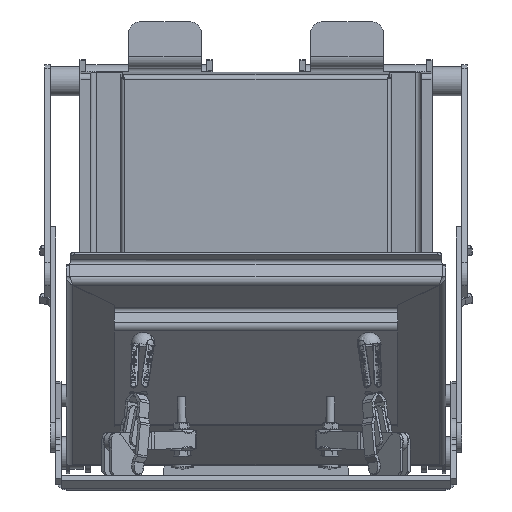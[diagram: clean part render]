
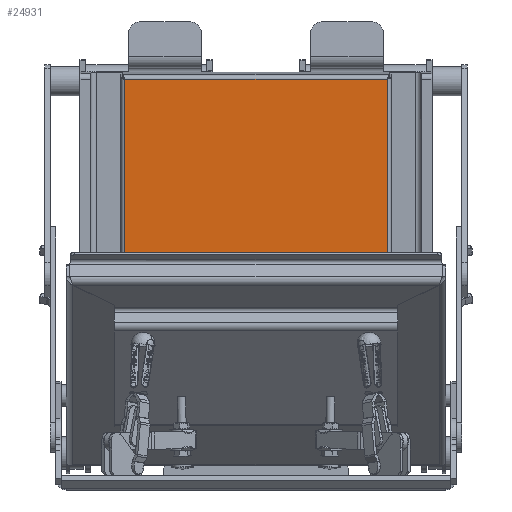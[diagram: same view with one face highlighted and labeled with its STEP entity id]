
A CAD part, front view. The second image highlights one B-rep face of the part: STEP entity #24931.
In plain terms, the highlighted planar face has unit normal (0, -0.999, -0.052).
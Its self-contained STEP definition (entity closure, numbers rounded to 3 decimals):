
#2351=FACE_OUTER_BOUND('',#3716,.T.);
#3716=EDGE_LOOP('',(#16543,#16544,#16545,#16546));
#5316=LINE('',#37337,#7496);
#5328=LINE('',#37374,#7508);
#5331=LINE('',#37401,#7511);
#5351=LINE('',#37510,#7531);
#7496=VECTOR('',#29641,10.);
#7508=VECTOR('',#29661,10.);
#7511=VECTOR('',#29668,10.);
#7531=VECTOR('',#29702,10.);
#9640=VERTEX_POINT('',#37241);
#9641=VERTEX_POINT('',#37270);
#9647=VERTEX_POINT('',#37329);
#9658=VERTEX_POINT('',#37400);
#12204=EDGE_CURVE('',#9640,#9647,#5316,.T.);
#12218=EDGE_CURVE('',#9641,#9640,#5328,.T.);
#12221=EDGE_CURVE('',#9658,#9641,#5331,.T.);
#12246=EDGE_CURVE('',#9647,#9658,#5351,.T.);
#16543=ORIENTED_EDGE('',*,*,#12218,.T.);
#16544=ORIENTED_EDGE('',*,*,#12204,.T.);
#16545=ORIENTED_EDGE('',*,*,#12246,.T.);
#16546=ORIENTED_EDGE('',*,*,#12221,.T.);
#22615=PLANE('',#26442);
#24931=ADVANCED_FACE('',(#2351),#22615,.F.);
#26442=AXIS2_PLACEMENT_3D('',#37607,#29740,#29741);
#29641=DIRECTION('',(-1.,0.,0.));
#29661=DIRECTION('',(0.,-0.052,0.999));
#29668=DIRECTION('',(1.,0.,0.));
#29702=DIRECTION('',(0.,0.052,-0.999));
#29740=DIRECTION('center_axis',(0.,0.999,
0.052));
#29741=DIRECTION('ref_axis',(0.,-0.052,0.999));
#37241=CARTESIAN_POINT('',(121.,-53.093,378.968));
#37270=CARTESIAN_POINT('',(121.,-42.835,183.237));
#37329=CARTESIAN_POINT('',(-121.,-53.093,378.968));
#37337=CARTESIAN_POINT('',(61.5,-53.093,378.968));
#37374=CARTESIAN_POINT('',(121.,-45.399,232.169));
#37400=CARTESIAN_POINT('',(-121.,-42.835,183.237));
#37401=CARTESIAN_POINT('',(-60.5,-42.835,183.237));
#37510=CARTESIAN_POINT('',(-121.,-50.528,330.035));
#37607=CARTESIAN_POINT('Origin',(0.,-47.964,
281.102));
